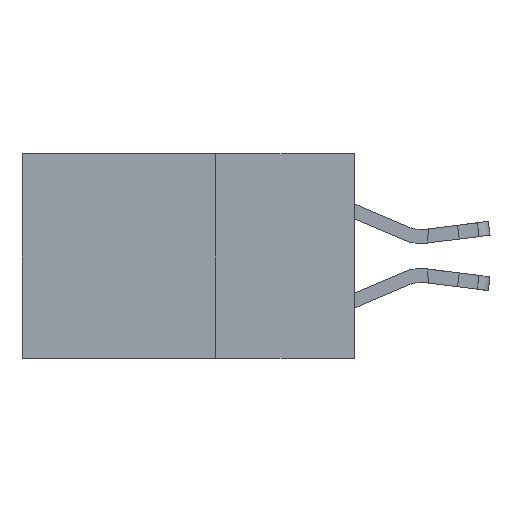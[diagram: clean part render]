
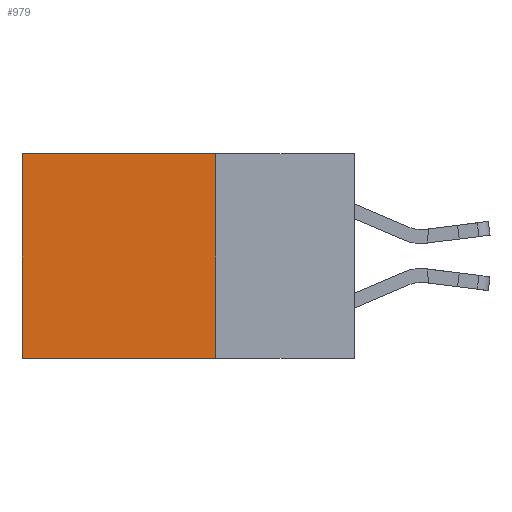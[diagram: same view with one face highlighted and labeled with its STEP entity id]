
A CAD part, left-side view. The second image highlights one B-rep face of the part: STEP entity #979.
In plain terms, the highlighted planar face has unit normal (-1, 0, 0).
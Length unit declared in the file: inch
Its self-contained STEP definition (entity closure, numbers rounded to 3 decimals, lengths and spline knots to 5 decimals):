
#238 = DIRECTION ( 'NONE',  ( 1., 0., 0. ) ) ;
#304 = VERTEX_POINT ( 'NONE', #8045 ) ;
#483 = CARTESIAN_POINT ( 'NONE',  ( 0.2615, 0.6, -0.37 ) ) ;
#799 = VERTEX_POINT ( 'NONE', #14326 ) ;
#979 = ADVANCED_FACE ( 'NONE', ( #12247 ), #10950, .F. ) ;
#1648 = ORIENTED_EDGE ( 'NONE', *, *, #14578, .F. ) ;
#1958 = EDGE_CURVE ( 'NONE', #304, #9408, #9151, .T. ) ;
#2315 = LINE ( 'NONE', #6217, #14940 ) ;
#2890 = AXIS2_PLACEMENT_3D ( 'NONE', #4205, #238, #12334 ) ;
#3271 = DIRECTION ( 'NONE',  ( 0., 1., 0. ) ) ;
#3431 = VECTOR ( 'NONE', #7591, 39.37008 ) ;
#4205 = CARTESIAN_POINT ( 'NONE',  ( 0.2615, 0.25, -0.37 ) ) ;
#6008 = ORIENTED_EDGE ( 'NONE', *, *, #1958, .T. ) ;
#6217 = CARTESIAN_POINT ( 'NONE',  ( 0.2615, 0.25, 0. ) ) ;
#6355 = CARTESIAN_POINT ( 'NONE',  ( 0.2615, 0.25, -0.37 ) ) ;
#6554 = CARTESIAN_POINT ( 'NONE',  ( 0.2615, 0.6, -0.37 ) ) ;
#7260 = EDGE_CURVE ( 'NONE', #11633, #304, #2315, .T. ) ;
#7591 = DIRECTION ( 'NONE',  ( 0., 0., -1. ) ) ;
#8045 = CARTESIAN_POINT ( 'NONE',  ( 0.2615, 0.6, 0. ) ) ;
#8710 = CARTESIAN_POINT ( 'NONE',  ( 0.2615, 0.25, 0. ) ) ;
#9151 = LINE ( 'NONE', #6554, #3431 ) ;
#9408 = VERTEX_POINT ( 'NONE', #483 ) ;
#9615 = LINE ( 'NONE', #10911, #15512 ) ;
#10911 = CARTESIAN_POINT ( 'NONE',  ( 0.2615, 0.25, -0.37 ) ) ;
#10950 = PLANE ( 'NONE',  #2890 ) ;
#11633 = VERTEX_POINT ( 'NONE', #8710 ) ;
#12129 = ORIENTED_EDGE ( 'NONE', *, *, #7260, .T. ) ;
#12247 = FACE_OUTER_BOUND ( 'NONE', #15356, .T. ) ;
#12334 = DIRECTION ( 'NONE',  ( 0., 0., -1. ) ) ;
#12460 = DIRECTION ( 'NONE',  ( 0., 0., -1. ) ) ;
#12758 = DIRECTION ( 'NONE',  ( 0., 1., 0. ) ) ;
#14036 = ORIENTED_EDGE ( 'NONE', *, *, #14170, .F. ) ;
#14170 = EDGE_CURVE ( 'NONE', #11633, #799, #9615, .T. ) ;
#14326 = CARTESIAN_POINT ( 'NONE',  ( 0.2615, 0.25, -0.37 ) ) ;
#14578 = EDGE_CURVE ( 'NONE', #799, #9408, #16750, .T. ) ;
#14940 = VECTOR ( 'NONE', #3271, 39.37008 ) ;
#15356 = EDGE_LOOP ( 'NONE', ( #6008, #1648, #14036, #12129 ) ) ;
#15512 = VECTOR ( 'NONE', #12460, 39.37008 ) ;
#16061 = VECTOR ( 'NONE', #12758, 39.37008 ) ;
#16750 = LINE ( 'NONE', #6355, #16061 ) ;
